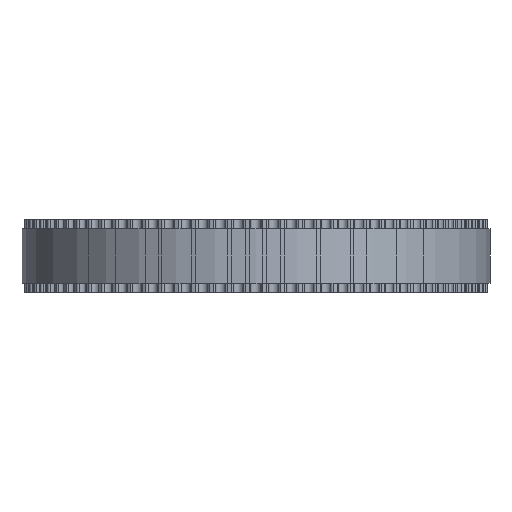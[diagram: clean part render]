
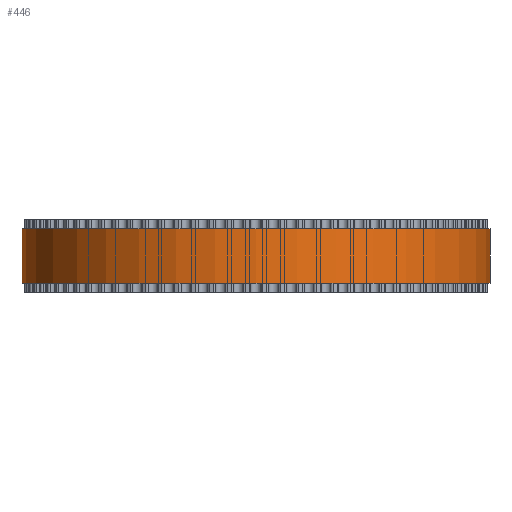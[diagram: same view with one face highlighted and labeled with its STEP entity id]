
A CAD part, front view. The second image highlights one B-rep face of the part: STEP entity #446.
In plain terms, the highlighted cylindrical face has radius 25.783 mm (diameter 51.566 mm), a full revolution.
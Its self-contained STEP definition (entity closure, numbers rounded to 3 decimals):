
#97=FACE_BOUND('',#1424,.T.);
#98=FACE_BOUND('',#1425,.T.);
#446=ADVANCED_FACE('',(#97,#98),#771,.T.);
#771=CYLINDRICAL_SURFACE('',#7271,25.783);
#1424=EDGE_LOOP('',(#4018));
#1425=EDGE_LOOP('',(#4019));
#4018=ORIENTED_EDGE('',*,*,#5642,.T.);
#4019=ORIENTED_EDGE('',*,*,#5643,.T.);
#4668=VERTEX_POINT('',#11500);
#4669=VERTEX_POINT('',#11502);
#5642=EDGE_CURVE('',#4668,#4668,#6292,.T.);
#5643=EDGE_CURVE('',#4669,#4669,#6293,.T.);
#6292=CIRCLE('',#7269,25.783);
#6293=CIRCLE('',#7270,25.783);
#7269=AXIS2_PLACEMENT_3D('',#11499,#9546,#9547);
#7270=AXIS2_PLACEMENT_3D('',#11501,#9548,#9549);
#7271=AXIS2_PLACEMENT_3D('',#11503,#9550,#9551);
#9546=DIRECTION('',(0.,0.,1.));
#9547=DIRECTION('',(1.,0.,0.));
#9548=DIRECTION('',(0.,0.,-1.));
#9549=DIRECTION('',(1.,0.,0.));
#9550=DIRECTION('',(0.,0.,1.));
#9551=DIRECTION('',(1.,0.,0.));
#11499=CARTESIAN_POINT('',(0.,0.,1.));
#11500=CARTESIAN_POINT('',(25.783,0.,1.));
#11501=CARTESIAN_POINT('',(0.,0.,7.));
#11502=CARTESIAN_POINT('',(25.783,0.,7.));
#11503=CARTESIAN_POINT('',(0.,0.,1.));
